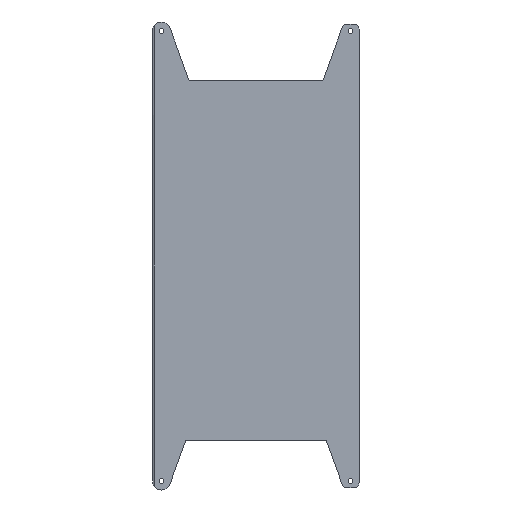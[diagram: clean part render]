
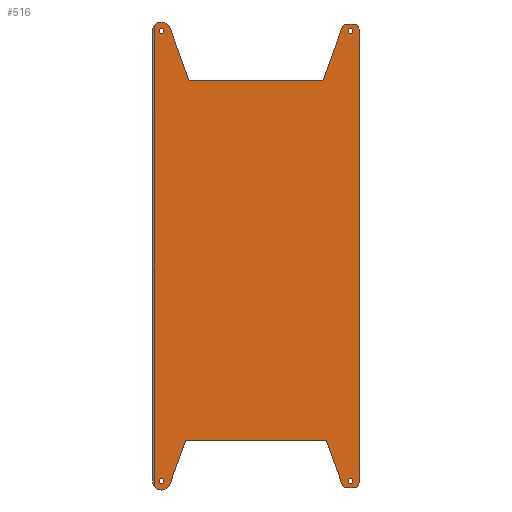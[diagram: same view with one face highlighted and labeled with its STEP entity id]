
A CAD part, top view. The second image highlights one B-rep face of the part: STEP entity #516.
In plain terms, the highlighted planar face has unit normal (0, 0, 1).
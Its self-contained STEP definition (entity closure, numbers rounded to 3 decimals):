
#15=FACE_BOUND('',#74,.T.);
#16=FACE_BOUND('',#75,.T.);
#17=FACE_BOUND('',#76,.T.);
#18=FACE_BOUND('',#77,.T.);
#29=PLANE('',#565);
#46=FACE_OUTER_BOUND('',#73,.T.);
#73=EDGE_LOOP('',(#378,#379,#380,#381,#382,#383,#384,#385,#386,#387,#388,
#389,#390,#391,#392,#393,#394,#395,#396,#397));
#74=EDGE_LOOP('',(#398));
#75=EDGE_LOOP('',(#399));
#76=EDGE_LOOP('',(#400));
#77=EDGE_LOOP('',(#401));
#103=LINE('',#775,#148);
#106=LINE('',#786,#151);
#112=LINE('',#802,#157);
#115=LINE('',#813,#160);
#117=LINE('',#825,#162);
#119=LINE('',#837,#164);
#120=LINE('',#841,#165);
#121=LINE('',#845,#166);
#122=LINE('',#849,#167);
#123=LINE('',#852,#168);
#148=VECTOR('',#617,10.);
#151=VECTOR('',#628,10.);
#157=VECTOR('',#642,10.);
#160=VECTOR('',#653,10.);
#162=VECTOR('',#657,10.);
#164=VECTOR('',#663,10.);
#165=VECTOR('',#666,10.);
#166=VECTOR('',#669,10.);
#167=VECTOR('',#672,10.);
#168=VECTOR('',#675,10.);
#190=CIRCLE('',#550,2.);
#192=CIRCLE('',#554,2.);
#194=CIRCLE('',#558,2.);
#196=CIRCLE('',#562,2.);
#197=CIRCLE('',#566,10.);
#198=CIRCLE('',#567,10.);
#199=CIRCLE('',#568,10.);
#200=CIRCLE('',#569,10.);
#201=CIRCLE('',#570,10.);
#202=CIRCLE('',#571,10.);
#203=CIRCLE('',#572,2.75);
#204=CIRCLE('',#573,2.75);
#205=CIRCLE('',#574,2.75);
#206=CIRCLE('',#575,2.75);
#219=VERTEX_POINT('',#765);
#220=VERTEX_POINT('',#767);
#222=VERTEX_POINT('',#773);
#225=VERTEX_POINT('',#780);
#226=VERTEX_POINT('',#782);
#229=VERTEX_POINT('',#792);
#230=VERTEX_POINT('',#794);
#232=VERTEX_POINT('',#800);
#235=VERTEX_POINT('',#807);
#236=VERTEX_POINT('',#809);
#238=VERTEX_POINT('',#817);
#239=VERTEX_POINT('',#824);
#241=VERTEX_POINT('',#835);
#242=VERTEX_POINT('',#838);
#243=VERTEX_POINT('',#840);
#244=VERTEX_POINT('',#842);
#245=VERTEX_POINT('',#844);
#246=VERTEX_POINT('',#846);
#247=VERTEX_POINT('',#848);
#248=VERTEX_POINT('',#850);
#249=VERTEX_POINT('',#854);
#250=VERTEX_POINT('',#856);
#251=VERTEX_POINT('',#858);
#252=VERTEX_POINT('',#860);
#269=EDGE_CURVE('',#219,#220,#190,.T.);
#273=EDGE_CURVE('',#219,#222,#103,.T.);
#276=EDGE_CURVE('',#225,#226,#192,.T.);
#278=EDGE_CURVE('',#225,#220,#106,.T.);
#282=EDGE_CURVE('',#229,#230,#194,.T.);
#286=EDGE_CURVE('',#229,#232,#112,.T.);
#289=EDGE_CURVE('',#235,#236,#196,.T.);
#291=EDGE_CURVE('',#235,#230,#115,.T.);
#294=EDGE_CURVE('',#238,#239,#117,.T.);
#297=EDGE_CURVE('',#238,#241,#197,.T.);
#298=EDGE_CURVE('',#241,#236,#119,.T.);
#299=EDGE_CURVE('',#232,#242,#198,.T.);
#300=EDGE_CURVE('',#242,#243,#120,.T.);
#301=EDGE_CURVE('',#243,#244,#199,.T.);
#302=EDGE_CURVE('',#244,#245,#121,.T.);
#303=EDGE_CURVE('',#245,#246,#200,.T.);
#304=EDGE_CURVE('',#246,#247,#122,.T.);
#305=EDGE_CURVE('',#247,#248,#201,.T.);
#306=EDGE_CURVE('',#248,#226,#123,.T.);
#307=EDGE_CURVE('',#222,#239,#202,.T.);
#308=EDGE_CURVE('',#249,#249,#203,.T.);
#309=EDGE_CURVE('',#250,#250,#204,.T.);
#310=EDGE_CURVE('',#251,#251,#205,.T.);
#311=EDGE_CURVE('',#252,#252,#206,.T.);
#378=ORIENTED_EDGE('',*,*,#294,.F.);
#379=ORIENTED_EDGE('',*,*,#297,.T.);
#380=ORIENTED_EDGE('',*,*,#298,.T.);
#381=ORIENTED_EDGE('',*,*,#289,.F.);
#382=ORIENTED_EDGE('',*,*,#291,.T.);
#383=ORIENTED_EDGE('',*,*,#282,.F.);
#384=ORIENTED_EDGE('',*,*,#286,.T.);
#385=ORIENTED_EDGE('',*,*,#299,.T.);
#386=ORIENTED_EDGE('',*,*,#300,.T.);
#387=ORIENTED_EDGE('',*,*,#301,.T.);
#388=ORIENTED_EDGE('',*,*,#302,.T.);
#389=ORIENTED_EDGE('',*,*,#303,.T.);
#390=ORIENTED_EDGE('',*,*,#304,.T.);
#391=ORIENTED_EDGE('',*,*,#305,.T.);
#392=ORIENTED_EDGE('',*,*,#306,.T.);
#393=ORIENTED_EDGE('',*,*,#276,.F.);
#394=ORIENTED_EDGE('',*,*,#278,.T.);
#395=ORIENTED_EDGE('',*,*,#269,.F.);
#396=ORIENTED_EDGE('',*,*,#273,.T.);
#397=ORIENTED_EDGE('',*,*,#307,.T.);
#398=ORIENTED_EDGE('',*,*,#308,.T.);
#399=ORIENTED_EDGE('',*,*,#309,.T.);
#400=ORIENTED_EDGE('',*,*,#310,.T.);
#401=ORIENTED_EDGE('',*,*,#311,.T.);
#516=ADVANCED_FACE('',(#46,#15,#16,#17,#18),#29,.T.);
#550=AXIS2_PLACEMENT_3D('',#768,#610,#611);
#554=AXIS2_PLACEMENT_3D('',#783,#623,#624);
#558=AXIS2_PLACEMENT_3D('',#795,#635,#636);
#562=AXIS2_PLACEMENT_3D('',#810,#648,#649);
#565=AXIS2_PLACEMENT_3D('',#834,#659,#660);
#566=AXIS2_PLACEMENT_3D('',#836,#661,#662);
#567=AXIS2_PLACEMENT_3D('',#839,#664,#665);
#568=AXIS2_PLACEMENT_3D('',#843,#667,#668);
#569=AXIS2_PLACEMENT_3D('',#847,#670,#671);
#570=AXIS2_PLACEMENT_3D('',#851,#673,#674);
#571=AXIS2_PLACEMENT_3D('',#853,#676,#677);
#572=AXIS2_PLACEMENT_3D('',#855,#678,#679);
#573=AXIS2_PLACEMENT_3D('',#857,#680,#681);
#574=AXIS2_PLACEMENT_3D('',#859,#682,#683);
#575=AXIS2_PLACEMENT_3D('',#861,#684,#685);
#610=DIRECTION('center_axis',(0.,0.,1.));
#611=DIRECTION('ref_axis',(-0.574,-0.819,0.));
#617=DIRECTION('',(-0.342,0.94,0.));
#623=DIRECTION('center_axis',(0.,0.,1.));
#624=DIRECTION('ref_axis',(0.574,-0.819,0.));
#628=DIRECTION('',(-1.,0.,0.));
#635=DIRECTION('center_axis',(0.,0.,1.));
#636=DIRECTION('ref_axis',(0.574,0.819,0.));
#642=DIRECTION('',(0.342,-0.94,0.));
#648=DIRECTION('center_axis',(0.,0.,1.));
#649=DIRECTION('ref_axis',(-0.574,0.819,0.));
#653=DIRECTION('',(1.,0.,0.));
#657=DIRECTION('',(0.,1.,0.));
#659=DIRECTION('center_axis',(0.,0.,1.));
#660=DIRECTION('ref_axis',(1.,0.,0.));
#661=DIRECTION('center_axis',(0.,0.,1.));
#662=DIRECTION('ref_axis',(-1.,0.,0.));
#663=DIRECTION('',(0.342,0.94,0.));
#664=DIRECTION('center_axis',(0.,0.,1.));
#665=DIRECTION('ref_axis',(-0.999,0.038,0.));
#666=DIRECTION('',(1.,0.,0.));
#667=DIRECTION('center_axis',(0.,0.,1.));
#668=DIRECTION('ref_axis',(-0.999,0.038,0.));
#669=DIRECTION('',(0.,1.,0.));
#670=DIRECTION('center_axis',(0.,0.,1.));
#671=DIRECTION('ref_axis',(0.999,-0.045,0.));
#672=DIRECTION('',(-1.,0.,0.));
#673=DIRECTION('center_axis',(0.,0.,1.));
#674=DIRECTION('ref_axis',(0.999,-0.045,0.));
#675=DIRECTION('',(-0.342,-0.94,0.));
#676=DIRECTION('center_axis',(0.,0.,1.));
#677=DIRECTION('ref_axis',(1.,0.,0.));
#678=DIRECTION('center_axis',(0.,0.,-1.));
#679=DIRECTION('ref_axis',(1.,0.,0.));
#680=DIRECTION('center_axis',(0.,0.,-1.));
#681=DIRECTION('ref_axis',(1.,0.,0.));
#682=DIRECTION('center_axis',(0.,0.,-1.));
#683=DIRECTION('ref_axis',(1.,0.,0.));
#684=DIRECTION('center_axis',(0.,0.,-1.));
#685=DIRECTION('ref_axis',(1.,0.,0.));
#765=CARTESIAN_POINT('',(-74.819,196.316,10.));
#767=CARTESIAN_POINT('',(-72.939,195.,10.));
#768=CARTESIAN_POINT('Origin',(-72.939,197.,10.));
#773=CARTESIAN_POINT('',(-95.603,253.42,10.));
#775=CARTESIAN_POINT('',(-95.603,253.42,10.));
#780=CARTESIAN_POINT('',(72.939,195.,10.));
#782=CARTESIAN_POINT('',(74.819,196.316,10.));
#783=CARTESIAN_POINT('Origin',(72.939,197.,10.));
#786=CARTESIAN_POINT('',(-74.34,195.,10.));
#792=CARTESIAN_POINT('',(78.459,-206.316,10.));
#794=CARTESIAN_POINT('',(76.579,-205.,10.));
#795=CARTESIAN_POINT('Origin',(76.579,-207.,10.));
#800=CARTESIAN_POINT('',(95.603,-253.42,10.));
#802=CARTESIAN_POINT('',(95.603,-253.42,10.));
#807=CARTESIAN_POINT('',(-76.579,-205.,10.));
#809=CARTESIAN_POINT('',(-78.459,-206.316,10.));
#810=CARTESIAN_POINT('Origin',(-76.579,-207.,10.));
#813=CARTESIAN_POINT('',(-77.98,-205.,10.));
#817=CARTESIAN_POINT('',(-113.,-256.,10.));
#824=CARTESIAN_POINT('',(-113.,256.,10.));
#825=CARTESIAN_POINT('',(-113.,125.,10.));
#834=CARTESIAN_POINT('Origin',(0.,0.,10.));
#835=CARTESIAN_POINT('',(-95.603,-253.42,10.));
#836=CARTESIAN_POINT('Origin',(-105.,-250.,10.));
#837=CARTESIAN_POINT('',(-95.603,-253.42,10.));
#838=CARTESIAN_POINT('',(98.386,-257.5,10.));
#839=CARTESIAN_POINT('Origin',(105.,-250.,10.));
#840=CARTESIAN_POINT('',(111.614,-257.5,10.));
#841=CARTESIAN_POINT('',(98.386,-257.5,10.));
#842=CARTESIAN_POINT('',(115.,-250.,10.));
#843=CARTESIAN_POINT('Origin',(105.,-250.,10.));
#844=CARTESIAN_POINT('',(115.,250.,10.));
#845=CARTESIAN_POINT('',(115.,260.,10.));
#846=CARTESIAN_POINT('',(111.614,257.5,10.));
#847=CARTESIAN_POINT('Origin',(105.,250.,10.));
#848=CARTESIAN_POINT('',(98.386,257.5,10.));
#849=CARTESIAN_POINT('',(98.386,257.5,10.));
#850=CARTESIAN_POINT('',(95.603,253.42,10.));
#851=CARTESIAN_POINT('Origin',(105.,250.,10.));
#852=CARTESIAN_POINT('',(95.603,253.42,10.));
#853=CARTESIAN_POINT('Origin',(-105.,250.,10.));
#854=CARTESIAN_POINT('',(-107.75,250.,10.));
#855=CARTESIAN_POINT('Origin',(-105.,250.,10.));
#856=CARTESIAN_POINT('',(102.25,-250.,10.));
#857=CARTESIAN_POINT('Origin',(105.,-250.,10.));
#858=CARTESIAN_POINT('',(-107.75,-250.,10.));
#859=CARTESIAN_POINT('Origin',(-105.,-250.,10.));
#860=CARTESIAN_POINT('',(102.25,250.,10.));
#861=CARTESIAN_POINT('Origin',(105.,250.,10.));
